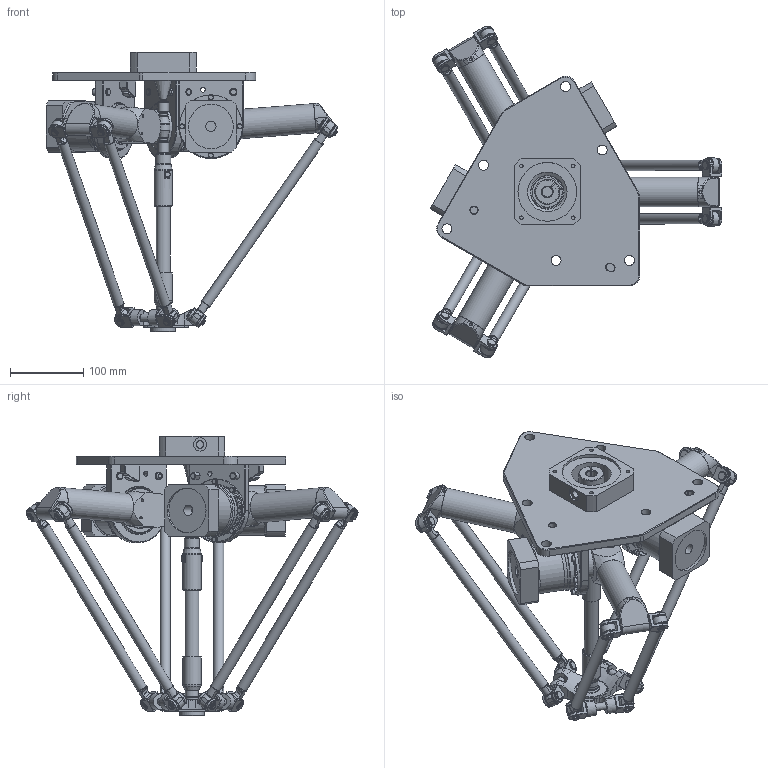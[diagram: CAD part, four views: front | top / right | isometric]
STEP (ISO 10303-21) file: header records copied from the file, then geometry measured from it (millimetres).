
FILE_DESCRIPTION(/* description */ (''),/* implementation_level */ '2;1');
FILE_NAME(/* name */ '3D-model_A_00806.stp',/* time_stamp */ '2022-02-05T10:42:26+01:00',/* author */ ('michael.schutter'),/* organization */ ('Majatronic'),/* preprocessor_version */ 'ST-DEVELOPER v16.5',/* originating_system */ 'Autodesk Inventor 2017',/* authorisation */ '');
FILE_SCHEMA (('AUTOMOTIVE_DESIGN { 1 0 10303 214 3 1 1 }'));
Length unit declared in the file: millimetre
Products named in the file (10): MT_BGR00018586MT_BGR; MT_WST00057582MT_WST; MT_WST00055498 Dummy Oberarm; MT_WST00055500MT_WST; MT_WST00057583MT_WST; MT_WST00055501MT_WST; MT_WST00057585MT_WST; MT_WST00057586MT_WST; MT_WST00057587MT_WST; MT_WST00057589MT_WST
Assembly tree (21 placements, depth 2):
  MT_BGR00018586MT_BGR
    MT_WST00057582MT_WST
    MT_WST00055498 Dummy Oberarm  x3
    MT_WST00055500MT_WST  x6
    MT_WST00055501MT_WST  x6
    MT_WST00057583MT_WST
    MT_WST00057585MT_WST
    MT_WST00057586MT_WST
    MT_WST00057587MT_WST
    MT_WST00057589MT_WST
Bounding box: 398.31 x 453.01 x 381 mm (x, y, z)
Volume: 5465856.5 mm3; surface area: 904547.5 mm2
Topology: 23 solids, 39 shells, 2596 faces, 6043 edges, 3790 vertices
Faces by surface type: plane 1393, cylinder 738, cone 306, torus 98, bspline 57, sphere 4
Full cylindrical faces by diameter (mm): 3.459 x10, 4 x1, 4.134 x3, 4.917 x4, 5 x24, 5.9 x2, 6 x1, 6.5 x3, 7 x24, 8 x60, 8.5 x1, 10 x31, 10.376 x1, 11 x2, 12 x12, 13.5 x6, 14 x16, 14.01 x6, 15 x2, 16 x1, 18 x29, 19 x1, 21 x1, 25 x2, 34 x2, 39.8 x6, 40 x9, 41.6 x2, 45 x1, 46 x3
Entity records: 52487 total; most frequent: CARTESIAN_POINT 16187, DIRECTION 7584, ORIENTED_EDGE 6780, EDGE_CURVE 3388, AXIS2_PLACEMENT_3D 2806, VERTEX_POINT 2330, EDGE_LOOP 2108, LINE 1972
